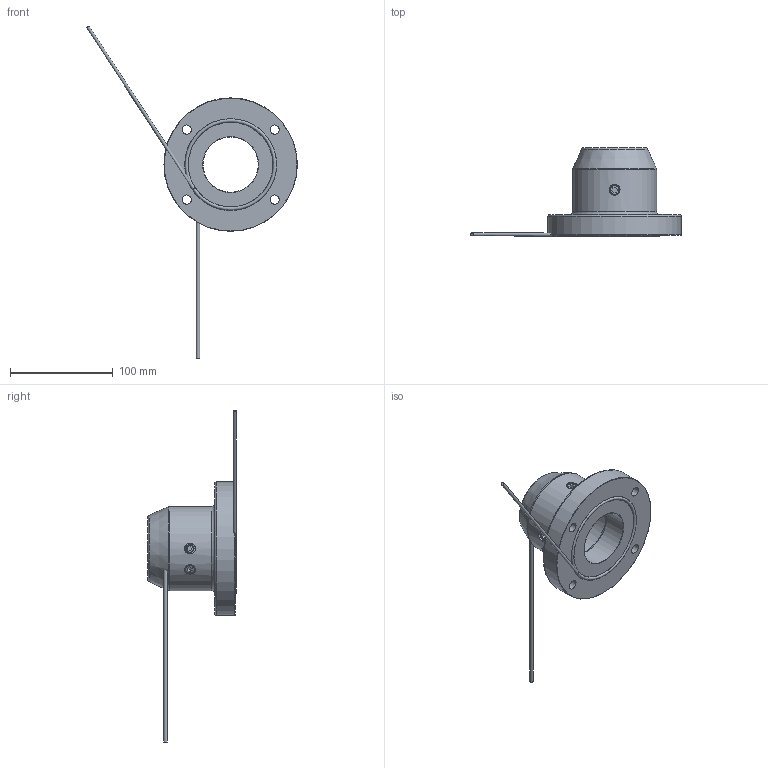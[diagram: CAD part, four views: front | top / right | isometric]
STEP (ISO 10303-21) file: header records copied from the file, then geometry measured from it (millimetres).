
FILE_DESCRIPTION (( 'STEP AP214' ), '1' );
FILE_NAME ('57027400.STEP', '2022-04-04T12:16:44', ( '' ), ( '' ), 'SwSTEP 2.0', 'SolidWorks 2020', '' );
FILE_SCHEMA (( 'AUTOMOTIVE_DESIGN' ));
Length unit declared in the file: millimetre
Products named in the file (6): 82394; 93658; 93659; 57027400; 84150; 82386
Assembly tree (7 placements, depth 2):
  57027400
    84150
    82386
    82394
    93658  x3
    93659
Bounding box: 205.3 x 86 x 323.42 mm (x, y, z)
Volume: 353509.4 mm3; surface area: 74172 mm2
Topology: 9 solids, 9 shells, 112 faces, 247 edges, 158 vertices
Faces by surface type: plane 49, cylinder 31, cone 25, torus 7
Full cylindrical faces by diameter (mm): 3 x1, 3.5 x1, 5.5 x1, 6 x3, 6.8 x1, 8 x1, 8.6 x3, 9 x4, 10 x3, 10.5 x4, 53.9 x1, 60.8 x2, 66.5 x1, 82 x1, 83 x1, 89 x1, 130 x1
Entity records: 2817 total; most frequent: CARTESIAN_POINT 877, DIRECTION 358, ORIENTED_EDGE 222, EDGE_LOOP 163, AXIS2_PLACEMENT_3D 161, FACE_OUTER_BOUND 115, EDGE_CURVE 111, VERTEX_POINT 98
